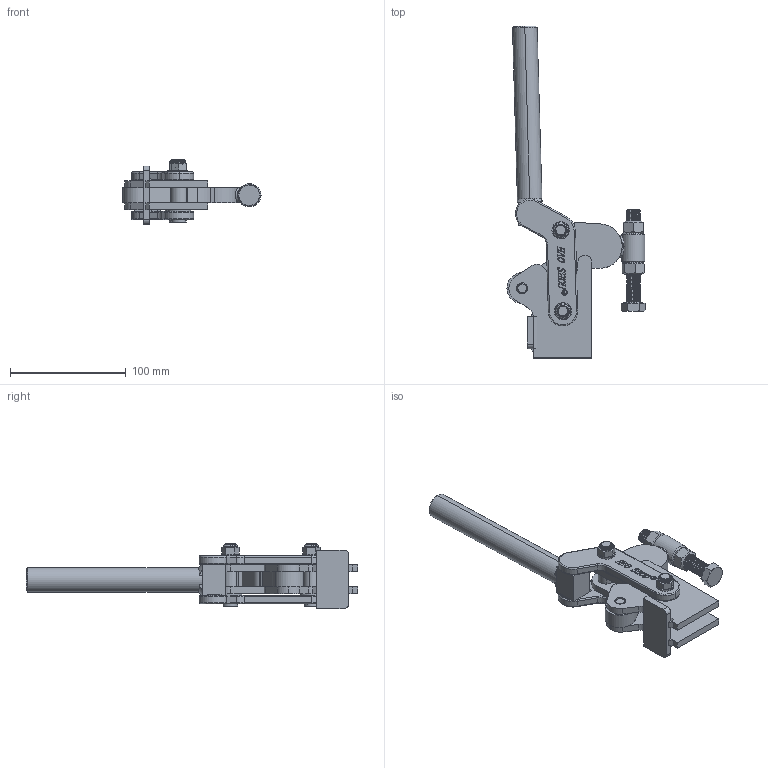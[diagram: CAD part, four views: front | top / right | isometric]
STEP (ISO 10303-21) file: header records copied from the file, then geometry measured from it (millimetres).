
FILE_DESCRIPTION (( 'STEP AP203' ), '1' );
FILE_NAME ('HS-101-KS.STEP', '2019-09-25T02:25:48', ( '微软用户' ), ( '微软中国' ), 'SwSTEP 2.0', 'SolidWorks 2012', '' );
FILE_SCHEMA (( 'CONFIG_CONTROL_DESIGN' ));
Products named in the file (14): HS-101-KS; hexagon head bolts-full thread gb_GB_FASTENER_BOLT_STBAB A M12X80-S; 101-K-02_默认_按加工_; 101-KS-01_默认_按加工_; 702-D-08_默认; 3-8-16 LOCK NUT_默认; 101-KS-05_默认_按加工_; 702-D-03_默认; 702-D-07_默认; 702-D-11_默认; 702-D-06_默认; 702-D-10_默认; M12 NUT_默认; 702-D-12_默认
Assembly tree (24 placements, depth 2):
  HS-101-KS
    702-D-12_默认  x2
    M12 NUT_默认  x2
    702-D-10_默认  x2
    702-D-06_默认  x2
    702-D-11_默认  x4
    702-D-07_默认  x2
    702-D-03_默认  x2
    101-KS-05_默认_按加工_
    3-8-16 LOCK NUT_默认  x2
    702-D-08_默认  x2
    101-KS-01_默认_按加工_
    101-K-02_默认_按加工_
    hexagon head bolts-full thread gb_GB_FASTENER_BOLT_STBAB A M12X80-S
Bounding box: 119.23 x 286.74 x 56.15 mm (x, y, z)
Volume: 219600.3 mm3; surface area: 110916.1 mm2
Topology: 45 solids, 45 shells, 3241 faces, 8814 edges, 5704 vertices
Faces by surface type: plane 1893, cylinder 790, cone 390, bspline 168
Entity records: 78984 total; most frequent: CARTESIAN_POINT 24517, ORIENTED_EDGE 11342, DIRECTION 10568, EDGE_CURVE 5671, LINE 3764, VECTOR 3764, VERTEX_POINT 3617, AXIS2_PLACEMENT_3D 3402
